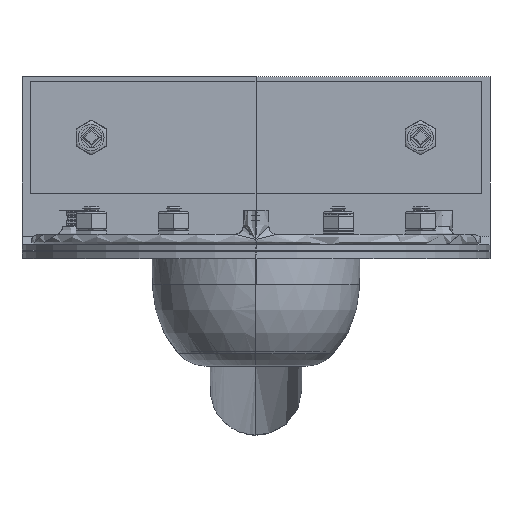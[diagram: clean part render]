
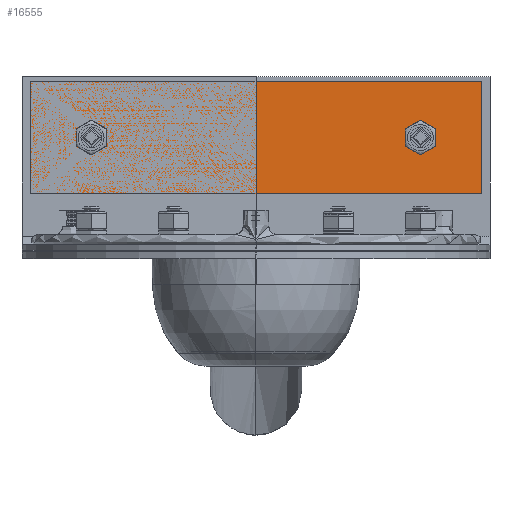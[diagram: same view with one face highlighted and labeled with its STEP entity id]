
A CAD part, left-side view. The second image highlights one B-rep face of the part: STEP entity #16555.
In plain terms, the highlighted planar face has unit normal (-1, 0, 0).
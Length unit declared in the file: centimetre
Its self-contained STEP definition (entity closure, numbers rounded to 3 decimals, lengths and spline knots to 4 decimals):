
#3534=FACE_BOUND('',#6577,.T.);
#3535=FACE_BOUND('',#6578,.T.);
#3765=PLANE('',#18492);
#4950=CIRCLE('',#18487,8.);
#4951=CIRCLE('',#18489,8.);
#5727=FACE_OUTER_BOUND('',#6576,.T.);
#6576=EDGE_LOOP('',(#15508,#15509,#15510,#15511));
#6577=EDGE_LOOP('',(#15512));
#6578=EDGE_LOOP('',(#15513));
#8119=LINE('',#38316,#9634);
#8122=LINE('',#38321,#9637);
#8125=LINE('',#38337,#9640);
#8127=LINE('',#38340,#9642);
#9634=VECTOR('',#23716,1.);
#9637=VECTOR('',#23721,1.);
#9640=VECTOR('',#23740,1.);
#9642=VECTOR('',#23744,1.);
#10904=VERTEX_POINT('',#38313);
#10905=VERTEX_POINT('',#38315);
#10906=VERTEX_POINT('',#38319);
#10909=VERTEX_POINT('',#38328);
#10910=VERTEX_POINT('',#38332);
#10911=VERTEX_POINT('',#38336);
#12445=EDGE_CURVE('',#10904,#10905,#8119,.T.);
#12448=EDGE_CURVE('',#10906,#10904,#8122,.T.);
#12451=EDGE_CURVE('',#10909,#10909,#4950,.T.);
#12453=EDGE_CURVE('',#10910,#10910,#4951,.T.);
#12455=EDGE_CURVE('',#10905,#10911,#8125,.T.);
#12457=EDGE_CURVE('',#10911,#10906,#8127,.T.);
#15508=ORIENTED_EDGE('',*,*,#12445,.F.);
#15509=ORIENTED_EDGE('',*,*,#12448,.F.);
#15510=ORIENTED_EDGE('',*,*,#12457,.F.);
#15511=ORIENTED_EDGE('',*,*,#12455,.F.);
#15512=ORIENTED_EDGE('',*,*,#12453,.F.);
#15513=ORIENTED_EDGE('',*,*,#12451,.F.);
#16555=ADVANCED_FACE('',(#5727,#3534,#3535),#3765,.T.);
#18487=AXIS2_PLACEMENT_3D('',#38329,#23730,#23731);
#18489=AXIS2_PLACEMENT_3D('',#38333,#23735,#23736);
#18492=AXIS2_PLACEMENT_3D('',#38341,#23745,#23746);
#23716=DIRECTION('',(0.,-1.,0.));
#23721=DIRECTION('',(0.,0.,1.));
#23730=DIRECTION('center_axis',(-1.,0.,0.));
#23731=DIRECTION('ref_axis',(0.,1.,0.));
#23735=DIRECTION('center_axis',(-1.,0.,0.));
#23736=DIRECTION('ref_axis',(0.,-1.,0.));
#23740=DIRECTION('',(0.,0.,-1.));
#23744=DIRECTION('',(0.,1.,0.));
#23745=DIRECTION('center_axis',(-1.,0.,0.));
#23746=DIRECTION('ref_axis',(0.,0.,
1.));
#38313=CARTESIAN_POINT('',(131.,130.,102.5));
#38315=CARTESIAN_POINT('',(131.,-130.,102.5));
#38316=CARTESIAN_POINT('',(131.,-130.,102.5));
#38319=CARTESIAN_POINT('',(131.,130.,37.5));
#38321=CARTESIAN_POINT('',(131.,130.,102.5));
#38328=CARTESIAN_POINT('',(131.,87.,70.));
#38329=CARTESIAN_POINT('Origin',(131.,95.,70.));
#38332=CARTESIAN_POINT('',(131.,-87.,70.));
#38333=CARTESIAN_POINT('Origin',(131.,-95.,70.));
#38336=CARTESIAN_POINT('',(131.,-130.,37.5));
#38337=CARTESIAN_POINT('',(131.,-130.,37.5));
#38340=CARTESIAN_POINT('',(131.,130.,37.5));
#38341=CARTESIAN_POINT('Origin',(131.,0.,70.));
